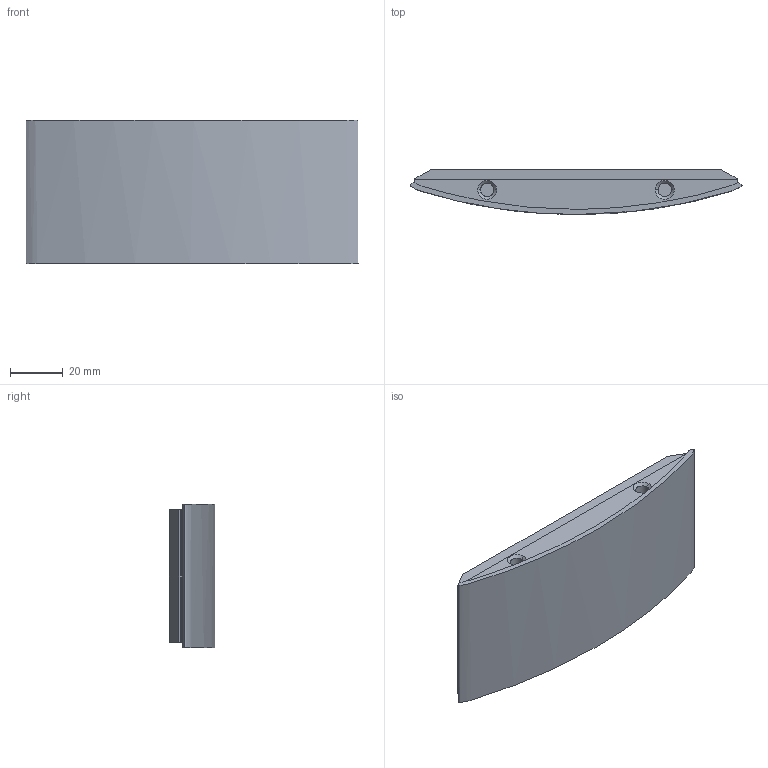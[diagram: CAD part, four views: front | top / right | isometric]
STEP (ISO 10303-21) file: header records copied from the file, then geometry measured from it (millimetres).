
FILE_DESCRIPTION(/* description */ (''),/* implementation_level */ '2;1');
FILE_NAME(/* name */ 'OBDF67~1',/* time_stamp */ '2025-11-24T23:38:57+08:00',/* author */ (''),/* organization */ (''),/* preprocessor_version */ 'ST-DEVELOPER v16.5',/* originating_system */ '',/* authorisation */ '');
FILE_SCHEMA (('CONFIG_CONTROL_DESIGN'));
Length unit declared in the file: millimetre
Products named in the file (1): Document
Bounding box: 125.49 x 17.11 x 54.17 mm (x, y, z)
Volume: 83504.5 mm3; surface area: 18013.5 mm2
Topology: 1 solids, 1 shells, 59 faces, 146 edges, 94 vertices
Faces by surface type: plane 30, cylinder 16, bspline 13
Entity records: 2451 total; most frequent: CARTESIAN_POINT 1445, ORIENTED_EDGE 292, EDGE_CURVE 146, VERTEX_POINT 94, EDGE_LOOP 64, ADVANCED_FACE 59, FACE_OUTER_BOUND 59, DIRECTION 50
